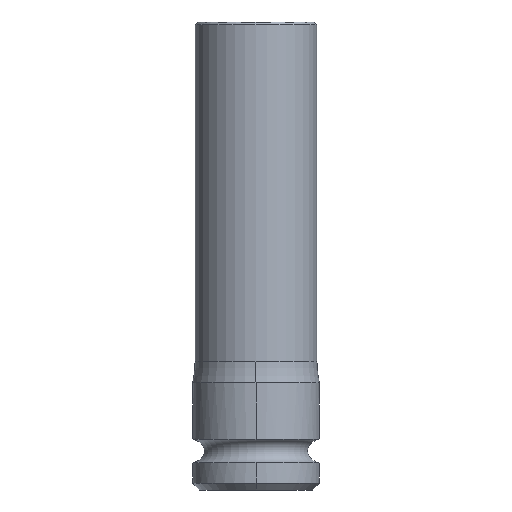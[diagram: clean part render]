
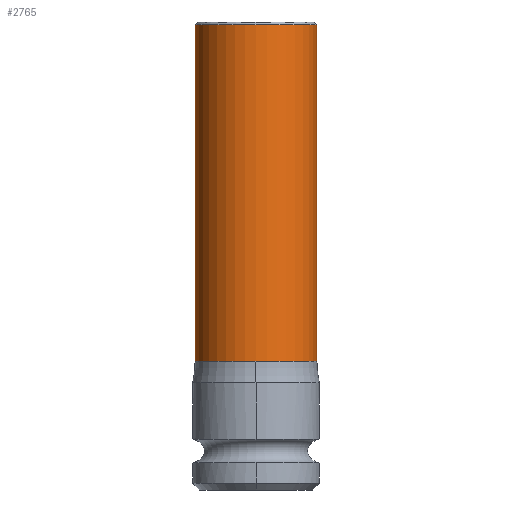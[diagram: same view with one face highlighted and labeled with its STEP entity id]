
A CAD part, left-side view. The second image highlights one B-rep face of the part: STEP entity #2765.
In plain terms, the highlighted cylindrical face has radius 6.25 mm (diameter 12.5 mm), a partial arc.
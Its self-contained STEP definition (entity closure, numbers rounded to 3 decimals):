
#881=DIRECTION('',(0.,0.,1.));
#882=VECTOR('',#881,34.478);
#883=CARTESIAN_POINT('',(0.,6.25,13.222));
#884=LINE('',#883,#882);
#885=DIRECTION('',(0.,0.,1.));
#886=VECTOR('',#885,34.478);
#887=CARTESIAN_POINT('',(0.,-6.25,13.222));
#888=LINE('',#887,#886);
#893=CARTESIAN_POINT('',(0.,0.,47.7));
#894=DIRECTION('',(0.,0.,1.));
#895=DIRECTION('',(0.,1.,0.));
#896=AXIS2_PLACEMENT_3D('',#893,#894,#895);
#898=CARTESIAN_POINT('',(0.,0.,13.222));
#899=DIRECTION('',(0.,0.,1.));
#900=DIRECTION('',(-1.,0.,0.));
#901=AXIS2_PLACEMENT_3D('',#898,#899,#900);
#903=CARTESIAN_POINT('',(0.,0.,13.222));
#904=DIRECTION('',(0.,0.,1.));
#905=DIRECTION('',(0.,1.,0.));
#906=AXIS2_PLACEMENT_3D('',#903,#904,#905);
#1850=CARTESIAN_POINT('',(0.,6.25,13.222));
#1851=CARTESIAN_POINT('',(-6.25,0.,13.222));
#1852=VERTEX_POINT('',#1850);
#1853=VERTEX_POINT('',#1851);
#1854=CARTESIAN_POINT('',(0.,-6.25,13.222));
#1855=VERTEX_POINT('',#1854);
#1885=CARTESIAN_POINT('',(0.,-6.25,47.7));
#1886=CARTESIAN_POINT('',(0.,6.25,47.7));
#1887=VERTEX_POINT('',#1885);
#1888=VERTEX_POINT('',#1886);
#2752=CARTESIAN_POINT('',(0.,0.,9.15));
#2753=DIRECTION('',(0.,0.,1.));
#2754=DIRECTION('',(0.,1.,0.));
#2755=AXIS2_PLACEMENT_3D('',#2752,#2753,#2754);
#2756=CYLINDRICAL_SURFACE('',#2755,6.25);
#2757=ORIENTED_EDGE('',*,*,#1941,.T.);
#2758=ORIENTED_EDGE('',*,*,#2735,.F.);
#2759=ORIENTED_EDGE('',*,*,#2720,.F.);
#2761=ORIENTED_EDGE('',*,*,#2760,.F.);
#2762=ORIENTED_EDGE('',*,*,#2732,.T.);
#2763=EDGE_LOOP('',(#2757,#2758,#2759,#2761,#2762));
#2764=FACE_OUTER_BOUND('',#2763,.F.);
#2765=ADVANCED_FACE('',(#2764),#2756,.T.);
#897=CIRCLE('',#896,6.25);
#902=CIRCLE('',#901,6.25);
#907=CIRCLE('',#906,6.25);
#1941=EDGE_CURVE('',#1888,#1887,#897,.T.);
#2720=EDGE_CURVE('',#1853,#1855,#902,.T.);
#2732=EDGE_CURVE('',#1852,#1888,#884,.T.);
#2735=EDGE_CURVE('',#1855,#1887,#888,.T.);
#2760=EDGE_CURVE('',#1852,#1853,#907,.T.);
